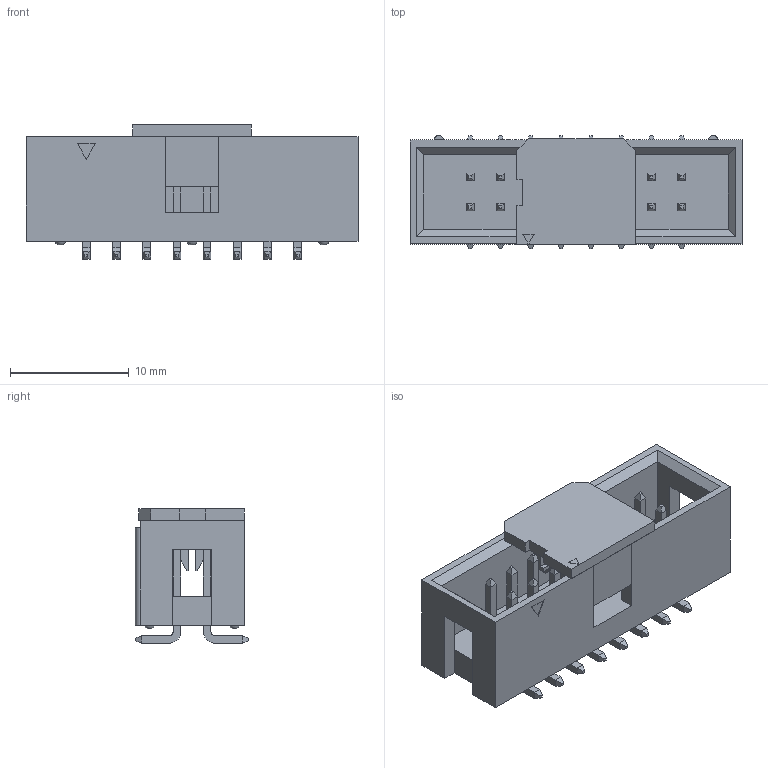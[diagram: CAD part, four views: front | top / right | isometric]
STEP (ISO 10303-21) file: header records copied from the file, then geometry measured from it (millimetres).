
FILE_DESCRIPTION(/* description */ ('Unknown'),/* implementation_level */ '2;1');
FILE_NAME(/* name */ '61231620621',/* time_stamp */ '2023-02-13T11:37:53+01:00',/* author */ ('Unknown'),/* organization */ ('Unknown'),/* preprocessor_version */ 'ST-DEVELOPER v18.102',/* originating_system */ 'Solid Edge',/* authorisation */ 'Unknown');
FILE_SCHEMA (('AUTOMOTIVE_DESIGN {1 0 10303 214 3 1 1}'));
Length unit declared in the file: millimetre
Products named in the file (4): 6123xx20621; 61201620621; 6120xx20621_PIN; 6123xx20621_Cap
Assembly tree (18 placements, depth 2):
  6123xx20621
    61201620621
    6120xx20621_PIN  x16
    6123xx20621_Cap
Bounding box: 27.94 x 9.51 x 11.32 mm (x, y, z)
Volume: 1229.2 mm3; surface area: 2468.3 mm2
Topology: 18 solids, 18 shells, 516 faces, 1219 edges, 748 vertices
Faces by surface type: plane 476, cylinder 34, torus 6
Entity records: 7344 total; most frequent: CARTESIAN_POINT 1254, ORIENTED_EDGE 1214, DIRECTION 1157, EDGE_CURVE 607, LINE 587, VECTOR 587, VERTEX_POINT 382, EDGE_LOOP 297
